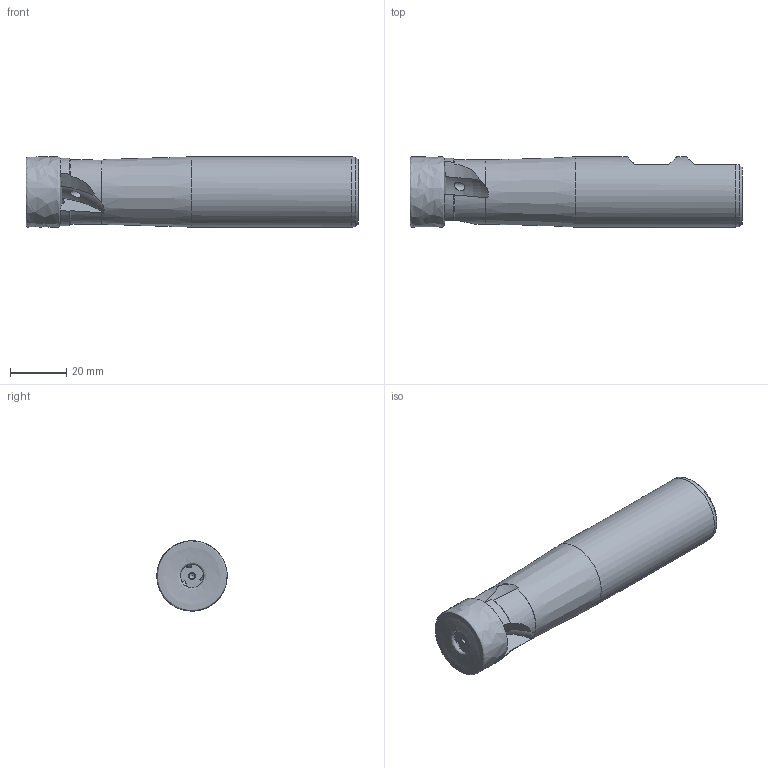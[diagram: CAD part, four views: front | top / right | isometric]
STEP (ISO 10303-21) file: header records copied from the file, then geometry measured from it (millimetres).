
FILE_DESCRIPTION (( 'STEP AP214' ), '1' );
FILE_NAME ('90PP-25-77-3-L.STEP', '2013-08-27T08:15:41', ( '' ), ( '' ), 'SwSTEP 2.0', 'SolidWorks 2013', '' );
FILE_SCHEMA (( 'AUTOMOTIVE_DESIGN' ));
Length unit declared in the file: millimetre
Products named in the file (1): 90PP-25-77-3-L
Bounding box: 117.98 x 25.03 x 25.01 mm (x, y, z)
Volume: 49104.1 mm3; surface area: 13122.8 mm2
Topology: 1 solids, 4 shells, 89 faces, 244 edges, 160 vertices
Faces by surface type: plane 38, cylinder 27, cone 11, torus 9, bspline 4
Full cylindrical faces by diameter (mm): 2 x1, 3 x3, 6.5 x1, 25 x1
Entity records: 4200 total; most frequent: CARTESIAN_POINT 2190, ORIENTED_EDGE 442, DIRECTION 330, EDGE_CURVE 221, VERTEX_POINT 151, AXIS2_PLACEMENT_3D 135, EDGE_LOOP 106, FACE_OUTER_BOUND 96
